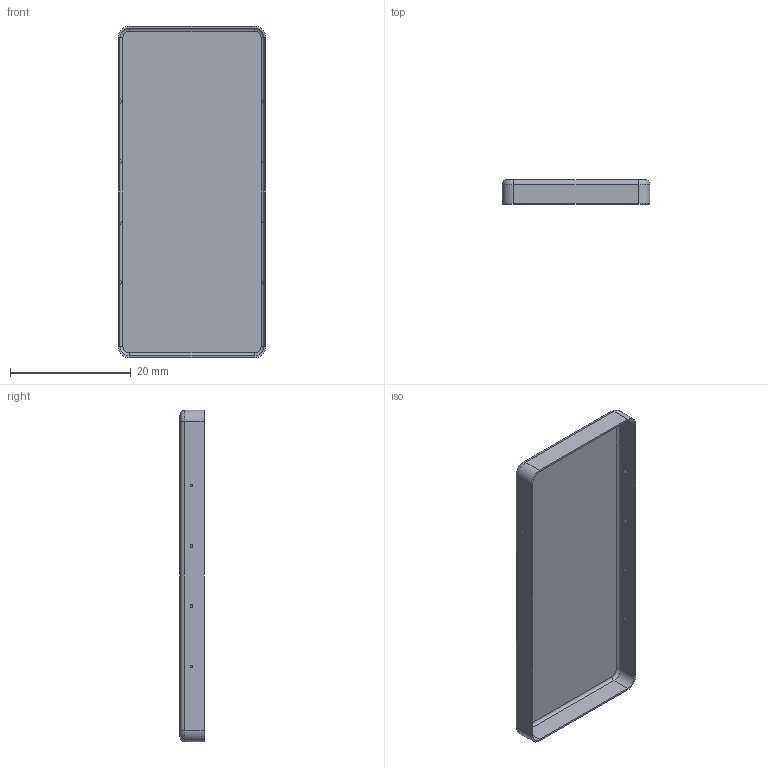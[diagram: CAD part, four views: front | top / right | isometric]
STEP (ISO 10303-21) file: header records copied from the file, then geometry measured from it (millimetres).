
FILE_DESCRIPTION( ( 'Unknown' ), '1' );
FILE_NAME( '3671544.stp', 'Unknown', ( 'Unknown' ), ( 'Unknown' ), 'PSStep 21.0.46', 'Unknown', ' ' );
FILE_SCHEMA( ( 'AUTOMOTIVE_DESIGN { 1 0 10303 214 1 1 1 1 }' ) );
Length unit declared in the file: millimetre
Products named in the file (1): MS544-10C
Bounding box: 24.5 x 4 x 55 mm (x, y, z)
Volume: 562.4 mm3; surface area: 3795.8 mm2
Topology: 1 solids, 1 shells, 51 faces, 96 edges, 64 vertices
Faces by surface type: sphere 16, cylinder 16, plane 11, torus 8
Entity records: 1730 total; most frequent: DIRECTION 256, CARTESIAN_POINT 212, ORIENTED_EDGE 192, AXIS2_PLACEMENT_3D 108, EDGE_CURVE 96, EDGE_LOOP 68, VERTEX_POINT 64, CIRCLE 56
